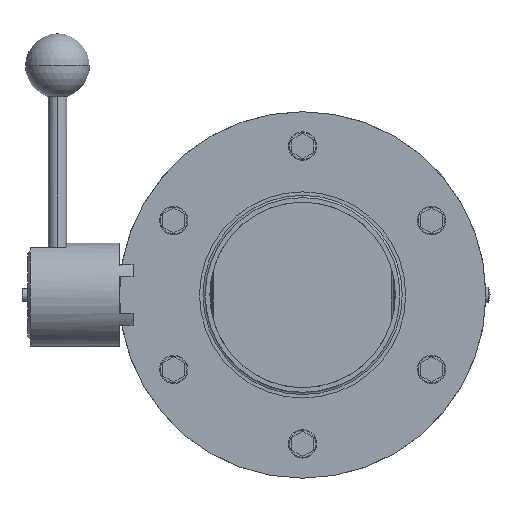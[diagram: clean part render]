
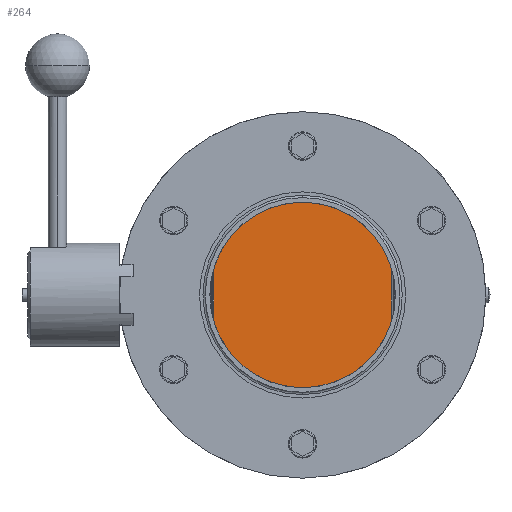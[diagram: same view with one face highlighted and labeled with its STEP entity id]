
A CAD part, left-side view. The second image highlights one B-rep face of the part: STEP entity #264.
In plain terms, the highlighted planar face has unit normal (-1, 0, 0).
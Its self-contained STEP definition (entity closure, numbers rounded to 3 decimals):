
#264 = ADVANCED_FACE ( 'NONE', ( #6113 ), #3804, .F. ) ;
#304 = VERTEX_POINT ( 'NONE', #2674 ) ;
#376 = ORIENTED_EDGE ( 'NONE', *, *, #7799, .F. ) ;
#412 = DIRECTION ( 'NONE',  ( 0., 0., 1. ) ) ;
#1048 = AXIS2_PLACEMENT_3D ( 'NONE', #7719, #2280, #6537 ) ;
#1198 = ORIENTED_EDGE ( 'NONE', *, *, #2852, .F. ) ;
#1288 = ORIENTED_EDGE ( 'NONE', *, *, #3662, .T. ) ;
#1303 = DIRECTION ( 'NONE',  ( 0., 1., 0. ) ) ;
#1649 = DIRECTION ( 'NONE',  ( 1., 0., 0. ) ) ;
#1823 = CIRCLE ( 'NONE', #1048, 40.492 ) ;
#2280 = DIRECTION ( 'NONE',  ( 1., 0., 0. ) ) ;
#2302 = DIRECTION ( 'NONE',  ( 0., 1., 0. ) ) ;
#2674 = CARTESIAN_POINT ( 'NONE',  ( -0.8, 38.702, -11.905 ) ) ;
#2852 = EDGE_CURVE ( 'NONE', #4798, #304, #5476, .T. ) ;
#2956 = ORIENTED_EDGE ( 'NONE', *, *, #6201, .F. ) ;
#3226 = EDGE_LOOP ( 'NONE', ( #2956, #1198, #1288, #376 ) ) ;
#3559 = CARTESIAN_POINT ( 'NONE',  ( -0.8, 38.702, -80. ) ) ;
#3662 = EDGE_CURVE ( 'NONE', #4798, #4803, #7264, .T. ) ;
#3788 = CARTESIAN_POINT ( 'NONE',  ( -0.8, 38.702, 11.905 ) ) ;
#3804 = PLANE ( 'NONE',  #6602 ) ;
#3814 = AXIS2_PLACEMENT_3D ( 'NONE', #4207, #1649, #2302 ) ;
#3872 = DIRECTION ( 'NONE',  ( 1., 0., 0. ) ) ;
#4207 = CARTESIAN_POINT ( 'NONE',  ( -0.8, 0., 0. ) ) ;
#4603 = VERTEX_POINT ( 'NONE', #3788 ) ;
#4798 = VERTEX_POINT ( 'NONE', #7832 ) ;
#4803 = VERTEX_POINT ( 'NONE', #7242 ) ;
#5349 = LINE ( 'NONE', #3559, #5468 ) ;
#5468 = VECTOR ( 'NONE', #412, 1000. ) ;
#5476 = CIRCLE ( 'NONE', #3814, 40.492 ) ;
#5516 = DIRECTION ( 'NONE',  ( 0., 0., 1. ) ) ;
#6113 = FACE_OUTER_BOUND ( 'NONE', #3226, .T. ) ;
#6201 = EDGE_CURVE ( 'NONE', #304, #4603, #5349, .T. ) ;
#6537 = DIRECTION ( 'NONE',  ( 0., 1., 0. ) ) ;
#6602 = AXIS2_PLACEMENT_3D ( 'NONE', #6732, #3872, #1303 ) ;
#6732 = CARTESIAN_POINT ( 'NONE',  ( -0.8, 38.702, -80. ) ) ;
#7046 = VECTOR ( 'NONE', #5516, 1000. ) ;
#7242 = CARTESIAN_POINT ( 'NONE',  ( -0.8, -38.702, 11.905 ) ) ;
#7264 = LINE ( 'NONE', #7344, #7046 ) ;
#7344 = CARTESIAN_POINT ( 'NONE',  ( -0.8, -38.702, -80. ) ) ;
#7719 = CARTESIAN_POINT ( 'NONE',  ( -0.8, 0., 0. ) ) ;
#7799 = EDGE_CURVE ( 'NONE', #4603, #4803, #1823, .T. ) ;
#7832 = CARTESIAN_POINT ( 'NONE',  ( -0.8, -38.702, -11.905 ) ) ;
